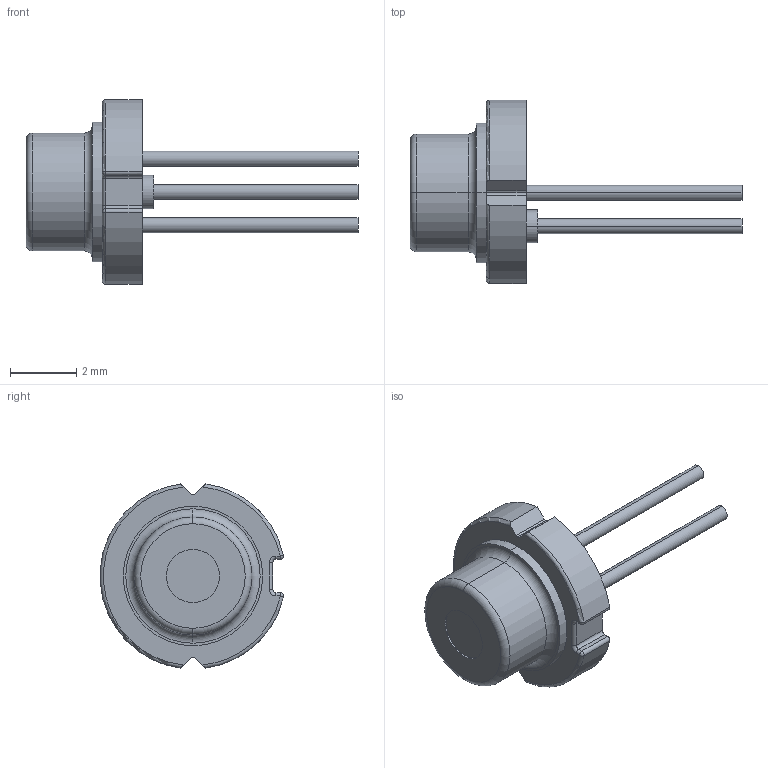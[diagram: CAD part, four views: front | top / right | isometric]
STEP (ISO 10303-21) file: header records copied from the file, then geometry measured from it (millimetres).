
FILE_DESCRIPTION (( 'STEP AP203' ), '1' );
FILE_NAME ('QTN010002-E0W.STEP', '2015-04-16T17:29:31', ( '' ), ( '' ), 'SwSTEP 2.0', 'SolidWorks 2014', '' );
FILE_SCHEMA (( 'CONFIG_CONTROL_DESIGN' ));
Length unit declared in the file: millimetre
Products named in the file (1): QTN010002-E0W
Bounding box: 10 x 5.52 x 5.55 mm (x, y, z)
Volume: 54.9 mm3; surface area: 128 mm2
Topology: 1 solids, 2 shells, 58 faces, 131 edges, 82 vertices
Faces by surface type: cylinder 29, plane 18, torus 9, sphere 2
Entity records: 1745 total; most frequent: CARTESIAN_POINT 332, DIRECTION 314, ORIENTED_EDGE 254, AXIS2_PLACEMENT_3D 132, EDGE_CURVE 127, VERTEX_POINT 80, CIRCLE 73, EDGE_LOOP 65
